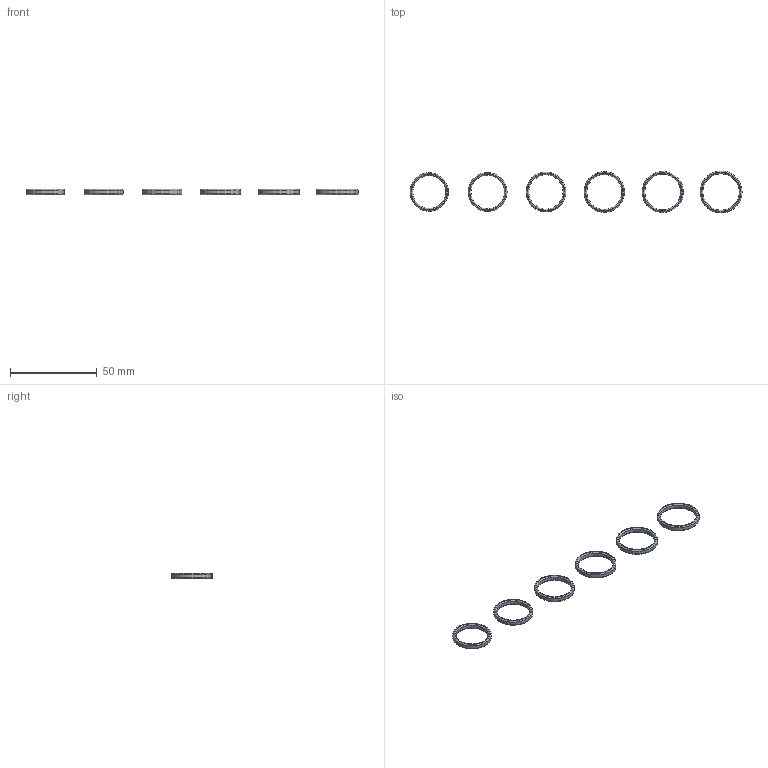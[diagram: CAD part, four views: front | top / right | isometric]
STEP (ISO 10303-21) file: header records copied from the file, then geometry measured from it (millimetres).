
FILE_DESCRIPTION(('Open CASCADE Model'),'2;1');
FILE_NAME('Open CASCADE Shape Model','2024-02-19T14:47:05',('Author'),( 'Open CASCADE'),'Open CASCADE STEP processor 7.7','Open CASCADE 7.7' ,'Unknown');
FILE_SCHEMA(('AUTOMOTIVE_DESIGN { 1 0 10303 214 1 1 1 1 }'));
Length unit declared in the file: millimetre
Products named in the file (7): Open CASCADE STEP translator 7.7 1; Open CASCADE STEP translator 7.7 1.1; Open CASCADE STEP translator 7.7 1.2; Open CASCADE STEP translator 7.7 1.3; Open CASCADE STEP translator 7.7 1.4; Open CASCADE STEP translator 7.7 1.5; Open CASCADE STEP translator 7.7 1.6
Assembly tree (6 placements, depth 2):
  Open CASCADE STEP translator 7.7 1
    Open CASCADE STEP translator 7.7 1.1
    Open CASCADE STEP translator 7.7 1.2
    Open CASCADE STEP translator 7.7 1.3
    Open CASCADE STEP translator 7.7 1.4
    Open CASCADE STEP translator 7.7 1.5
    Open CASCADE STEP translator 7.7 1.6
Bounding box: 191.7 x 24.2 x 3 mm (x, y, z)
Volume: 1826.4 mm3; surface area: 3322.5 mm2
Topology: 6 solids, 6 shells, 48 faces, 84 edges, 48 vertices
Faces by surface type: torus 24, cylinder 12, plane 12
Full cylindrical faces by diameter (mm): 19 x1, 19.25 x1, 19.8 x1, 20.2 x1, 20.6 x1, 21 x1, 22.2 x1, 22.45 x1, 23 x1, 23.4 x1, 23.8 x1, 24.2 x1
Entity records: 2344 total; most frequent: CARTESIAN_POINT 403, DIRECTION 386, ORIENTED_EDGE 168, PCURVE 168, DEFINITIONAL_REPRESENTATION 168, AXIS2_PLACEMENT_3D 127, LINE 108, VECTOR 108
